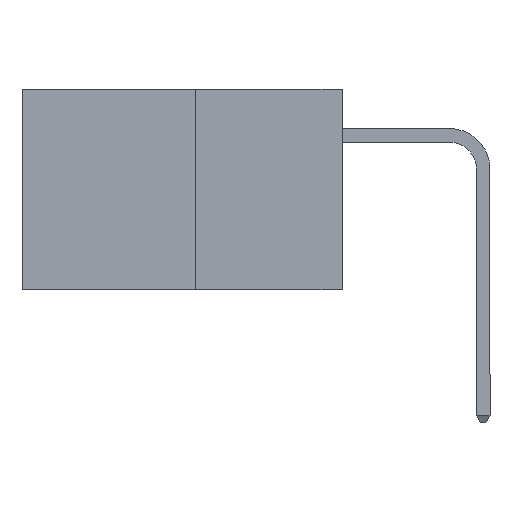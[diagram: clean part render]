
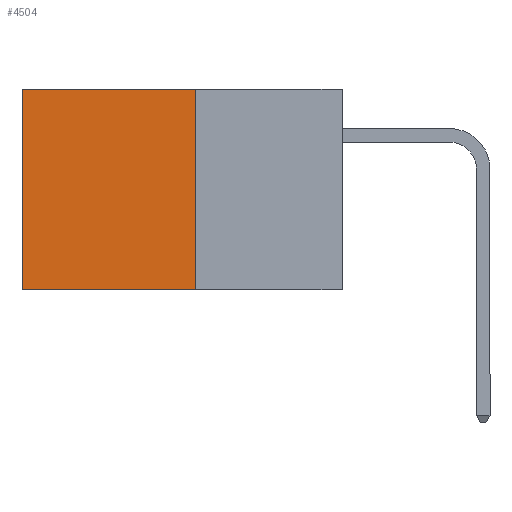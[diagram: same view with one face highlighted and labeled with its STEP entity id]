
A CAD part, left-side view. The second image highlights one B-rep face of the part: STEP entity #4504.
In plain terms, the highlighted planar face has unit normal (-1, 0, 0).
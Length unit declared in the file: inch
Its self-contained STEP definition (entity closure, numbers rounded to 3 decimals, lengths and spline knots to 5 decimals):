
#420 = CARTESIAN_POINT ( 'NONE',  ( 0.277, 0.59, 0. ) ) ;
#596 = CARTESIAN_POINT ( 'NONE',  ( 0.277, 0.27, 0. ) ) ;
#631 = VERTEX_POINT ( 'NONE', #4746 ) ;
#1413 = VECTOR ( 'NONE', #5558, 39.37008 ) ;
#1435 = EDGE_LOOP ( 'NONE', ( #6389, #5487, #6612, #5020 ) ) ;
#1460 = FACE_OUTER_BOUND ( 'NONE', #1435, .T. ) ;
#1697 = VECTOR ( 'NONE', #7218, 39.37008 ) ;
#1774 = CARTESIAN_POINT ( 'NONE',  ( 0.277, 0.59, -0.37 ) ) ;
#1922 = DIRECTION ( 'NONE',  ( 0., 0., -1. ) ) ;
#2089 = VERTEX_POINT ( 'NONE', #3903 ) ;
#2323 = EDGE_CURVE ( 'NONE', #3647, #4734, #8710, .T. ) ;
#2375 = EDGE_CURVE ( 'NONE', #4734, #2089, #7075, .T. ) ;
#3069 = CARTESIAN_POINT ( 'NONE',  ( 0.277, 0.27, -0.37 ) ) ;
#3130 = CARTESIAN_POINT ( 'NONE',  ( 0.277, 0.27, -0.37 ) ) ;
#3647 = VERTEX_POINT ( 'NONE', #596 ) ;
#3855 = AXIS2_PLACEMENT_3D ( 'NONE', #3130, #7821, #3859 ) ;
#3859 = DIRECTION ( 'NONE',  ( 0., 0., -1. ) ) ;
#3888 = LINE ( 'NONE', #3069, #8871 ) ;
#3903 = CARTESIAN_POINT ( 'NONE',  ( 0.277, 0.59, -0.37 ) ) ;
#4468 = EDGE_CURVE ( 'NONE', #631, #2089, #3888, .T. ) ;
#4504 = ADVANCED_FACE ( 'NONE', ( #1460 ), #4531, .F. ) ;
#4531 = PLANE ( 'NONE',  #3855 ) ;
#4734 = VERTEX_POINT ( 'NONE', #420 ) ;
#4746 = CARTESIAN_POINT ( 'NONE',  ( 0.277, 0.27, -0.37 ) ) ;
#4805 = EDGE_CURVE ( 'NONE', #3647, #631, #7194, .T. ) ;
#5020 = ORIENTED_EDGE ( 'NONE', *, *, #2323, .T. ) ;
#5487 = ORIENTED_EDGE ( 'NONE', *, *, #4468, .F. ) ;
#5558 = DIRECTION ( 'NONE',  ( 0., 0., -1. ) ) ;
#6389 = ORIENTED_EDGE ( 'NONE', *, *, #2375, .T. ) ;
#6536 = DIRECTION ( 'NONE',  ( 0., 1., 0. ) ) ;
#6612 = ORIENTED_EDGE ( 'NONE', *, *, #4805, .F. ) ;
#6873 = CARTESIAN_POINT ( 'NONE',  ( 0.277, 0.27, -0.37 ) ) ;
#6874 = VECTOR ( 'NONE', #1922, 39.37008 ) ;
#7075 = LINE ( 'NONE', #1774, #6874 ) ;
#7194 = LINE ( 'NONE', #6873, #1413 ) ;
#7218 = DIRECTION ( 'NONE',  ( 0., 1., 0. ) ) ;
#7294 = CARTESIAN_POINT ( 'NONE',  ( 0.277, 0.27, 0. ) ) ;
#7821 = DIRECTION ( 'NONE',  ( 1., 0., 0. ) ) ;
#8710 = LINE ( 'NONE', #7294, #1697 ) ;
#8871 = VECTOR ( 'NONE', #6536, 39.37008 ) ;
